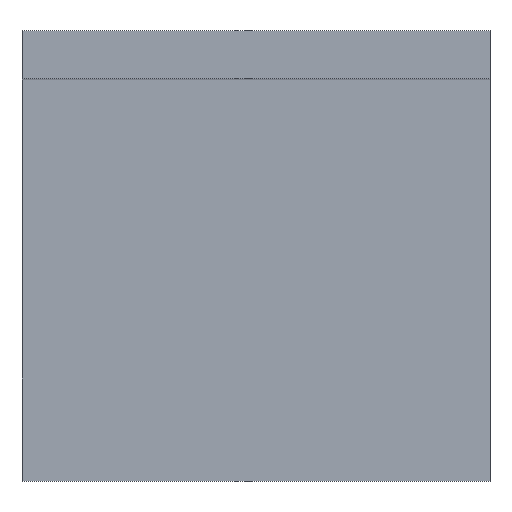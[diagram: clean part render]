
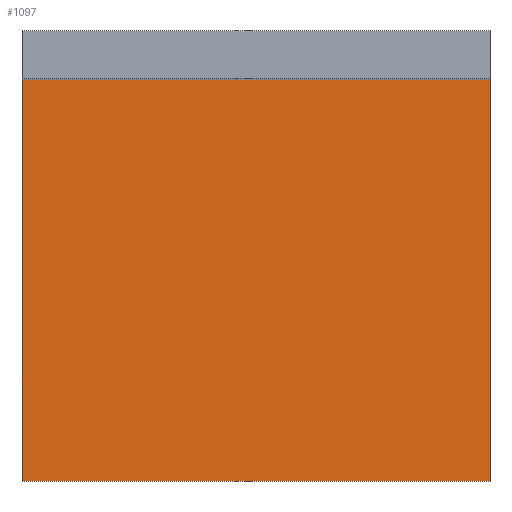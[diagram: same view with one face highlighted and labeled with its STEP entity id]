
A CAD part, top view. The second image highlights one B-rep face of the part: STEP entity #1097.
In plain terms, the highlighted planar face has unit normal (0, 0, 1).
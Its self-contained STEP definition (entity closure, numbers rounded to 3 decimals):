
#166=FACE_OUTER_BOUND('',#231,.T.);
#231=EDGE_LOOP('',(#979,#980,#981,#982));
#322=LINE('',#2131,#419);
#324=LINE('',#2135,#421);
#325=LINE('',#2137,#422);
#326=LINE('',#2138,#423);
#419=VECTOR('',#1277,10.);
#421=VECTOR('',#1281,10.);
#422=VECTOR('',#1282,10.);
#423=VECTOR('',#1283,10.);
#530=VERTEX_POINT('',#2128);
#531=VERTEX_POINT('',#2130);
#532=VERTEX_POINT('',#2134);
#533=VERTEX_POINT('',#2136);
#684=EDGE_CURVE('',#531,#530,#322,.T.);
#686=EDGE_CURVE('',#530,#532,#324,.T.);
#687=EDGE_CURVE('',#533,#532,#325,.T.);
#688=EDGE_CURVE('',#533,#531,#326,.T.);
#979=ORIENTED_EDGE('',*,*,#684,.T.);
#980=ORIENTED_EDGE('',*,*,#686,.T.);
#981=ORIENTED_EDGE('',*,*,#687,.F.);
#982=ORIENTED_EDGE('',*,*,#688,.T.);
#1037=PLANE('',#1140);
#1097=ADVANCED_FACE('',(#166),#1037,.T.);
#1140=AXIS2_PLACEMENT_3D('',#2133,#1279,#1280);
#1277=DIRECTION('',(1.,0.,0.));
#1279=DIRECTION('center_axis',(0.,0.,1.));
#1280=DIRECTION('ref_axis',(1.,0.,0.));
#1281=DIRECTION('',(0.,1.,0.));
#1282=DIRECTION('',(1.,0.,0.));
#1283=DIRECTION('',(0.,-1.,0.));
#2128=CARTESIAN_POINT('',(8.75,-15.9,2.5));
#2130=CARTESIAN_POINT('',(-8.75,-15.9,2.5));
#2131=CARTESIAN_POINT('',(8.75,-15.9,2.5));
#2133=CARTESIAN_POINT('Origin',(0.,-8.4,2.5));
#2134=CARTESIAN_POINT('',(8.75,-0.9,2.5));
#2135=CARTESIAN_POINT('',(8.75,-0.9,2.5));
#2136=CARTESIAN_POINT('',(-8.75,-0.9,2.5));
#2137=CARTESIAN_POINT('',(-4.375,-0.9,2.5));
#2138=CARTESIAN_POINT('',(-8.75,-15.9,2.5));
